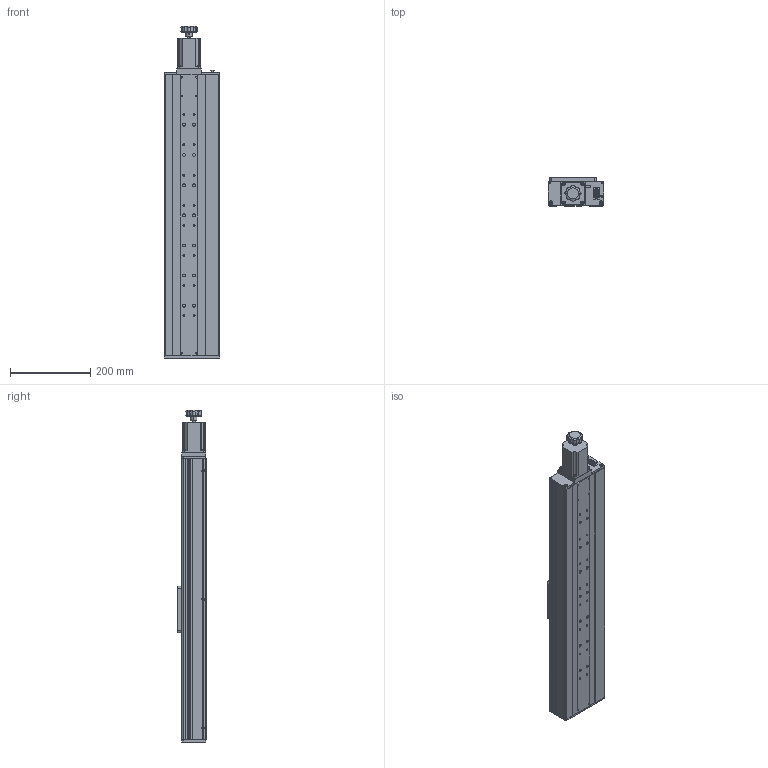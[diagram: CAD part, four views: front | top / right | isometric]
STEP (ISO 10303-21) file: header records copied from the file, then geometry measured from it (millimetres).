
FILE_DESCRIPTION (( 'STEP AP214' ), '1' );
FILE_NAME ('08PMT-500M.STEP', '2018-10-08T06:18:21', ( '' ), ( '' ), 'SwSTEP 2.0', 'SolidWorks 2016', '' );
FILE_SCHEMA (( 'AUTOMOTIVE_DESIGN' ));
Length unit declared in the file: millimetre
Products named in the file (1): 08PMT-500M
Bounding box: 137 x 71 x 825.8 mm (x, y, z)
Surface area: 555824.6 mm2 (no closed solid volume)
Topology: 0 solids, 58 shells, 733 faces, 2801 edges, 2100 vertices
Faces by surface type: plane 324, cylinder 306, cone 67, torus 26, sphere 10
Entity records: 38638 total; most frequent: CARTESIAN_POINT 6407, DIRECTION 5266, ORIENTED_EDGE 4307, EDGE_CURVE 2795, VERTEX_POINT 2096, AXIS2_PLACEMENT_3D 1825, VECTOR 1616, LINE 1616
